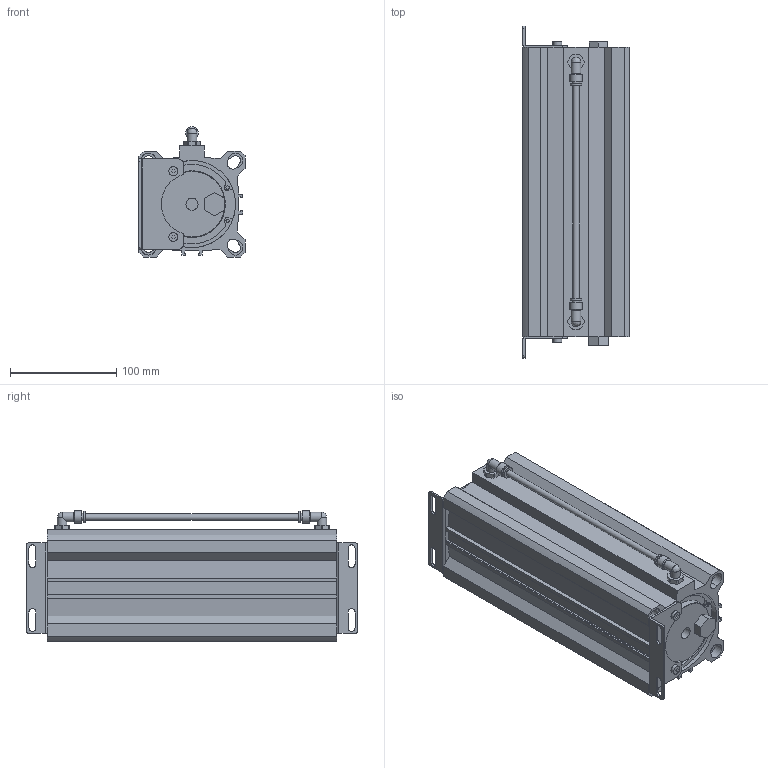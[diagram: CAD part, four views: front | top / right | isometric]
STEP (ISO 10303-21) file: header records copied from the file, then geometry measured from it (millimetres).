
FILE_DESCRIPTION((''),'2;1');
FILE_NAME('SER09.stp','2011-09-26T15:28:10',('Administrator'),(''),'Autodesk Inventor 2012','Autodesk Inventor 2012','');
FILE_SCHEMA(('AUTOMOTIVE_DESIGN { 1 0 10303 214 1 1 1 1 }'));
Length unit declared in the file: millimetre
Products named in the file (1): SER09
Bounding box: 100 x 312.5 x 122.8 mm (x, y, z)
Volume: 2251071.4 mm3; surface area: 219530.9 mm2
Topology: 1 solids, 1 shells, 310 faces, 845 edges, 548 vertices
Faces by surface type: plane 191, cylinder 113, cone 4, bspline 2
Full cylindrical faces by diameter (mm): 3 x4, 6 x1, 7.1 x2, 8.5 x4, 9 x4, 11 x2, 11.44 x2, 11.8 x2, 62.8 x2, 82.1 x2
Entity records: 10115 total; most frequent: CARTESIAN_POINT 1829, DIRECTION 1690, ORIENTED_EDGE 1612, EDGE_CURVE 806, AXIS2_PLACEMENT_3D 579, VERTEX_POINT 540, VECTOR 532, LINE 532
